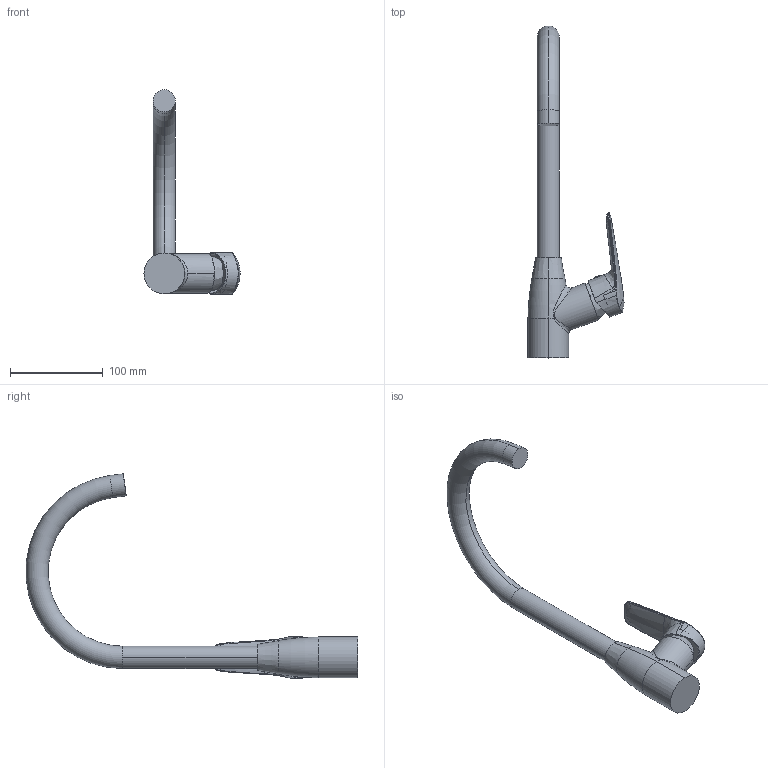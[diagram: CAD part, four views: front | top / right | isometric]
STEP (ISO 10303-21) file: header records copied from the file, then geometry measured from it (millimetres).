
FILE_DESCRIPTION (( 'STEP AP214' ), '1' );
FILE_NAME ('BMO_X62M - S.STEP', '2022-01-20T11:28:57', ( '' ), ( '' ), 'SwSTEP 2.0', 'SolidWorks 2018', '' );
FILE_SCHEMA (( 'AUTOMOTIVE_DESIGN' ));
Length unit declared in the file: millimetre
Products named in the file (1): BMO_X62M - S
Bounding box: 103.64 x 357.77 x 220.5 mm (x, y, z)
Volume: 446929.5 mm3; surface area: 71421.5 mm2
Topology: 5 solids, 5 shells, 109 faces, 305 edges, 209 vertices
Faces by surface type: bspline 64, cylinder 20, plane 14, torus 8, cone 3
Entity records: 76550 total; most frequent: CARTESIAN_POINT 73062, ORIENTED_EDGE 610, EDGE_CURVE 305, DIRECTION 232, B_SPLINE_CURVE_WITH_KNOTS 220, VERTEX_POINT 209, UNCERTAINTY_MEASURE_WITH_UNIT 115, PRESENTATION_STYLE_ASSIGNMENT 114
